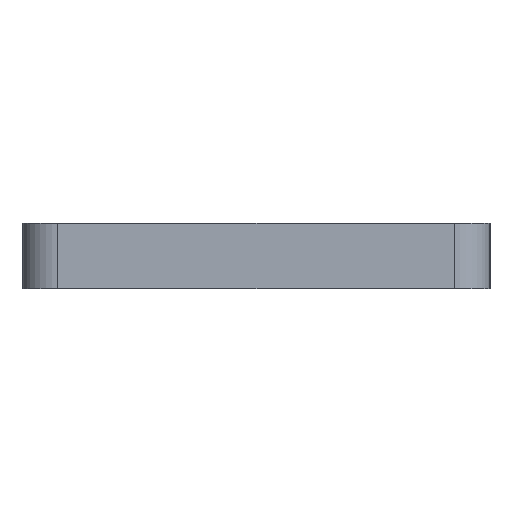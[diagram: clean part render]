
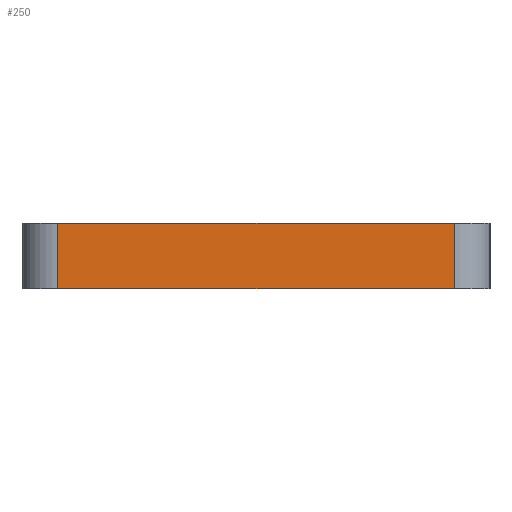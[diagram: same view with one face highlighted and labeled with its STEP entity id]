
A CAD part, left-side view. The second image highlights one B-rep face of the part: STEP entity #250.
In plain terms, the highlighted planar face has unit normal (-1, 0, 0).
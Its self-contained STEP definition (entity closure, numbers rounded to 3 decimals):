
#22=PLANE('',#288);
#35=FACE_OUTER_BOUND('',#51,.T.);
#51=EDGE_LOOP('',(#192,#193,#194,#195));
#69=LINE('',#419,#88);
#70=LINE('',#422,#89);
#71=LINE('',#424,#90);
#72=LINE('',#425,#91);
#88=VECTOR('',#343,10.);
#89=VECTOR('',#346,10.);
#90=VECTOR('',#347,10.);
#91=VECTOR('',#348,10.);
#124=VERTEX_POINT('',#415);
#125=VERTEX_POINT('',#417);
#126=VERTEX_POINT('',#421);
#127=VERTEX_POINT('',#423);
#151=EDGE_CURVE('',#124,#125,#69,.T.);
#152=EDGE_CURVE('',#126,#124,#70,.T.);
#153=EDGE_CURVE('',#127,#125,#71,.T.);
#154=EDGE_CURVE('',#126,#127,#72,.T.);
#192=ORIENTED_EDGE('',*,*,#152,.T.);
#193=ORIENTED_EDGE('',*,*,#151,.T.);
#194=ORIENTED_EDGE('',*,*,#153,.F.);
#195=ORIENTED_EDGE('',*,*,#154,.F.);
#250=ADVANCED_FACE('',(#35),#22,.T.);
#288=AXIS2_PLACEMENT_3D('',#420,#344,#345);
#343=DIRECTION('',(0.,0.,-1.));
#344=DIRECTION('center_axis',(-1.,0.,0.));
#345=DIRECTION('ref_axis',(0.,1.,0.));
#346=DIRECTION('',(0.,1.,0.));
#347=DIRECTION('',(0.,1.,0.));
#348=DIRECTION('',(0.,0.,-1.));
#415=CARTESIAN_POINT('',(2.251,108.801,-10.793));
#417=CARTESIAN_POINT('',(2.251,108.801,-15.793));
#419=CARTESIAN_POINT('',(2.251,108.801,-10.793));
#420=CARTESIAN_POINT('Origin',(2.251,78.545,-10.793));
#421=CARTESIAN_POINT('',(2.251,78.545,-10.793));
#422=CARTESIAN_POINT('',(2.251,78.545,-10.793));
#423=CARTESIAN_POINT('',(2.251,78.545,-15.793));
#424=CARTESIAN_POINT('',(2.251,78.545,-15.793));
#425=CARTESIAN_POINT('',(2.251,78.545,-10.793));
